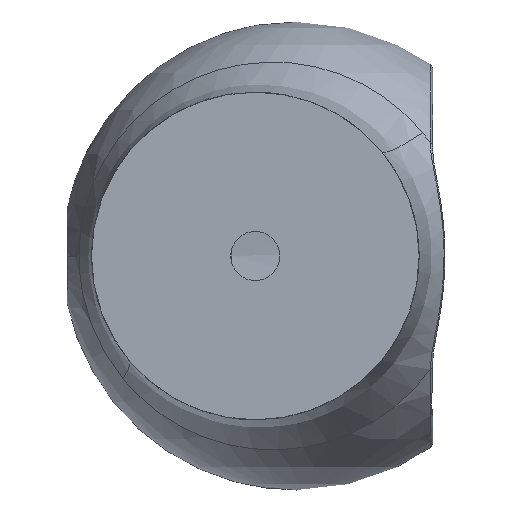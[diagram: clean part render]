
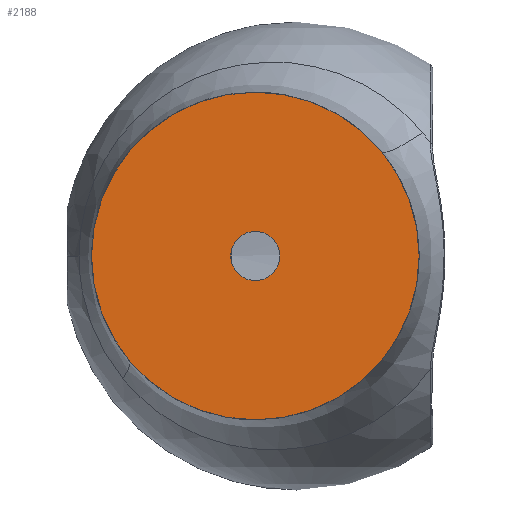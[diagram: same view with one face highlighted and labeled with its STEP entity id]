
A CAD part, front view. The second image highlights one B-rep face of the part: STEP entity #2188.
In plain terms, the highlighted planar face has unit normal (0, -1, 0).
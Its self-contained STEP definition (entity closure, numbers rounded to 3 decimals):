
#121 = VERTEX_POINT ( 'NONE', #213 ) ;
#152 = VERTEX_POINT ( 'NONE', #924 ) ;
#213 = CARTESIAN_POINT ( 'NONE',  ( 0., -25., -14. ) ) ;
#224 = CIRCLE ( 'NONE', #683, 2.1 ) ;
#243 = DIRECTION ( 'NONE',  ( -1., 0., 0. ) ) ;
#272 = CARTESIAN_POINT ( 'NONE',  ( -50., -25., -20. ) ) ;
#305 = DIRECTION ( 'NONE',  ( 0., -1., 0. ) ) ;
#325 = AXIS2_PLACEMENT_3D ( 'NONE', #1205, #305, #848 ) ;
#369 = FACE_OUTER_BOUND ( 'NONE', #1825, .T. ) ;
#500 = VERTEX_POINT ( 'NONE', #1297 ) ;
#521 = CIRCLE ( 'NONE', #1007, 14. ) ;
#543 = AXIS2_PLACEMENT_3D ( 'NONE', #778, #794, #2226 ) ;
#554 = ORIENTED_EDGE ( 'NONE', *, *, #777, .T. ) ;
#683 = AXIS2_PLACEMENT_3D ( 'NONE', #2275, #2093, #1364 ) ;
#777 = EDGE_CURVE ( 'NONE', #121, #1583, #846, .T. ) ;
#778 = CARTESIAN_POINT ( 'NONE',  ( 0., -25., 0. ) ) ;
#794 = DIRECTION ( 'NONE',  ( 0., -1., 0. ) ) ;
#822 = ORIENTED_EDGE ( 'NONE', *, *, #2238, .F. ) ;
#846 = CIRCLE ( 'NONE', #543, 14. ) ;
#848 = DIRECTION ( 'NONE',  ( 1., 0., 0. ) ) ;
#875 = FACE_BOUND ( 'NONE', #1826, .T. ) ;
#884 = CARTESIAN_POINT ( 'NONE',  ( 0., -25., 14. ) ) ;
#908 = EDGE_CURVE ( 'NONE', #1583, #121, #521, .T. ) ;
#924 = CARTESIAN_POINT ( 'NONE',  ( 2.1, -25., 0. ) ) ;
#929 = DIRECTION ( 'NONE',  ( 0., 1., 0. ) ) ;
#1007 = AXIS2_PLACEMENT_3D ( 'NONE', #1324, #2241, #243 ) ;
#1205 = CARTESIAN_POINT ( 'NONE',  ( 0., -25., 0. ) ) ;
#1297 = CARTESIAN_POINT ( 'NONE',  ( -2.1, -25., 0. ) ) ;
#1324 = CARTESIAN_POINT ( 'NONE',  ( 0., -25., 0. ) ) ;
#1331 = EDGE_CURVE ( 'NONE', #152, #500, #1971, .T. ) ;
#1364 = DIRECTION ( 'NONE',  ( 1., 0., 0. ) ) ;
#1469 = ORIENTED_EDGE ( 'NONE', *, *, #908, .T. ) ;
#1534 = DIRECTION ( 'NONE',  ( -1., 0., 0. ) ) ;
#1583 = VERTEX_POINT ( 'NONE', #884 ) ;
#1825 = EDGE_LOOP ( 'NONE', ( #1469, #554 ) ) ;
#1826 = EDGE_LOOP ( 'NONE', ( #1847, #822 ) ) ;
#1847 = ORIENTED_EDGE ( 'NONE', *, *, #1331, .F. ) ;
#1880 = PLANE ( 'NONE',  #2227 ) ;
#1971 = CIRCLE ( 'NONE', #325, 2.1 ) ;
#2093 = DIRECTION ( 'NONE',  ( 0., -1., 0. ) ) ;
#2188 = ADVANCED_FACE ( 'NONE', ( #875, #369 ), #1880, .F. ) ;
#2226 = DIRECTION ( 'NONE',  ( -1., 0., 0. ) ) ;
#2227 = AXIS2_PLACEMENT_3D ( 'NONE', #272, #929, #1534 ) ;
#2238 = EDGE_CURVE ( 'NONE', #500, #152, #224, .T. ) ;
#2241 = DIRECTION ( 'NONE',  ( 0., -1., 0. ) ) ;
#2275 = CARTESIAN_POINT ( 'NONE',  ( 0., -25., 0. ) ) ;
